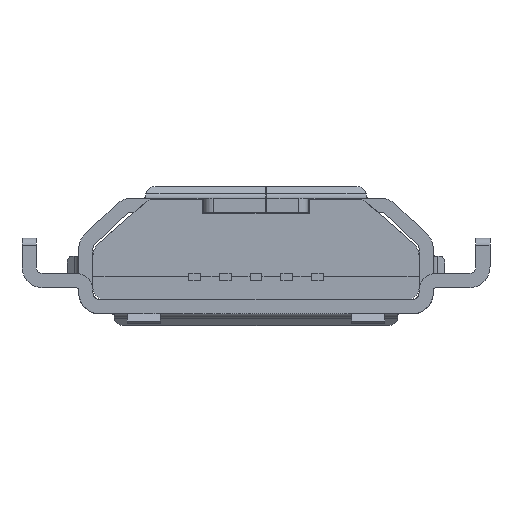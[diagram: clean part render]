
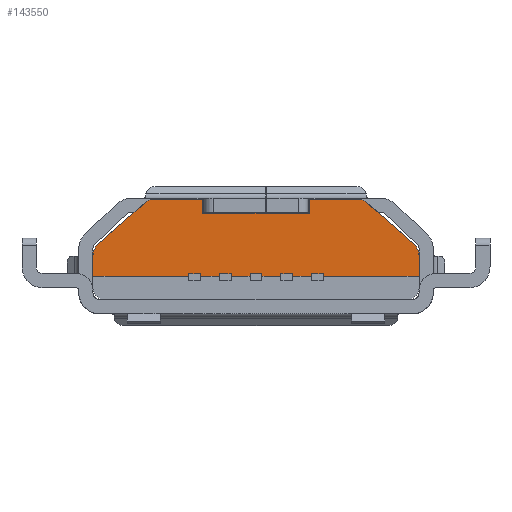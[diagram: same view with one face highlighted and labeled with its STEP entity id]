
A CAD part, front view. The second image highlights one B-rep face of the part: STEP entity #143550.
In plain terms, the highlighted face is planar.
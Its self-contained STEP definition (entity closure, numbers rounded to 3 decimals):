
#77030=CARTESIAN_POINT('',(-1.175,0.,2.175));
#77040=DIRECTION('',(0.,-1.,0.));
#77050=VECTOR('',#77040,1.);
#77060=LINE('',#77030,#77050);
#77070=CARTESIAN_POINT('',(-1.175,-0.8,2.175));
#77080=VERTEX_POINT('',#77070);
#77090=CARTESIAN_POINT('',(-1.175,-0.85,2.175));
#77100=VERTEX_POINT('',#77090);
#77110=EDGE_CURVE('',#77080,#77100,#77060,.T.);
#122590=CARTESIAN_POINT('',(-1.425,-0.8,2.175));
#122600=VERTEX_POINT('',#122590);
#122930=CARTESIAN_POINT('',(-1.425,-0.85,2.175));
#122940=VERTEX_POINT('',#122930);
#122970=CARTESIAN_POINT('',(-1.425,0.,2.175));
#122980=DIRECTION('',(-0.,1.,0.));
#122990=VECTOR('',#122980,1.);
#123000=LINE('',#122970,#122990);
#123010=EDGE_CURVE('',#122940,#122600,#123000,.T.);
#131860=CARTESIAN_POINT('',(-3.332,-1.484,2.175));
#131870=DIRECTION('',(0.75,-0.662,0.));
#131880=VECTOR('',#131870,1.316);
#131890=LINE('',#131860,#131880);
#131900=CARTESIAN_POINT('',(-3.332,-1.484,2.175));
#131910=VERTEX_POINT('',#131900);
#131920=CARTESIAN_POINT('',(-2.345,-2.355,2.175));
#131930=VERTEX_POINT('',#131920);
#131940=EDGE_CURVE('',#131910,#131930,#131890,.T.);
#132320=CARTESIAN_POINT('',(-2.147,-2.13,2.175));
#132330=DIRECTION('',(0.,0.,1.));
#132340=DIRECTION('',(-0.662,-0.75,0.));
#132350=AXIS2_PLACEMENT_3D('',#132320,#132330,#132340);
#132360=CIRCLE('',#132350,0.3);
#132370=CARTESIAN_POINT('',(-2.147,-2.43,2.175));
#132380=VERTEX_POINT('',#132370);
#132390=EDGE_CURVE('',#131930,#132380,#132360,.T.);
#132570=CARTESIAN_POINT('',(3.45,-1.222,2.175));
#132580=VERTEX_POINT('',#132570);
#132610=CARTESIAN_POINT('',(3.45,-1.222,2.175));
#132620=DIRECTION('',(0.,1.,0.));
#132630=VECTOR('',#132620,0.422);
#132640=LINE('',#132610,#132630);
#132650=CARTESIAN_POINT('',(3.45,-0.8,2.175));
#132660=VERTEX_POINT('',#132650);
#132670=EDGE_CURVE('',#132580,#132660,#132640,.T.);
#133060=CARTESIAN_POINT('',(-3.45,-0.8,2.175));
#133070=VERTEX_POINT('',#133060);
#133170=CARTESIAN_POINT('',(3.45,-0.8,2.175));
#133180=DIRECTION('',(-1.,0.,0.));
#133190=VECTOR('',#133180,6.9);
#133200=LINE('',#133170,#133190);
#133210=EDGE_CURVE('',#122600,#133070,#133200,.T.);
#140830=CARTESIAN_POINT('',(-1.13,-2.13,2.175));
#140840=VERTEX_POINT('',#140830);
#140870=CARTESIAN_POINT('',(0.,-2.13,2.175));
#140880=DIRECTION('',(1.,0.,0.));
#140890=VECTOR('',#140880,1.);
#140900=LINE('',#140870,#140890);
#140910=CARTESIAN_POINT('',(1.13,-2.13,2.175));
#140920=VERTEX_POINT('',#140910);
#140930=EDGE_CURVE('',#140840,#140920,#140900,.T.);
#141390=CARTESIAN_POINT('',(2.147,-2.13,2.175));
#141400=DIRECTION('',(0.,0.,1.));
#141410=DIRECTION('',(-0.,-1.,0.));
#141420=AXIS2_PLACEMENT_3D('',#141390,#141400,#141410);
#141430=CIRCLE('',#141420,0.3);
#141440=CARTESIAN_POINT('',(2.147,-2.43,2.175));
#141450=VERTEX_POINT('',#141440);
#141460=CARTESIAN_POINT('',(2.345,-2.355,2.175));
#141470=VERTEX_POINT('',#141460);
#141480=EDGE_CURVE('',#141450,#141470,#141430,.T.);
#141660=CARTESIAN_POINT('',(0.,-2.43,2.175));
#141670=DIRECTION('',(0.,0.,1.));
#141680=DIRECTION('',(-1.,0.,0.));
#141690=AXIS2_PLACEMENT_3D('',#141660,#141670,#141680);
#141700=PLANE('',#141690);
#141710=ORIENTED_EDGE('',*,*,#123010,.T.);
#141720=CARTESIAN_POINT('',(0.,-0.85,2.175));
#141730=DIRECTION('',(1.,0.,0.));
#141740=VECTOR('',#141730,1.);
#141750=LINE('',#141720,#141740);
#141760=EDGE_CURVE('',#122940,#77100,#141750,.T.);
#141770=ORIENTED_EDGE('',*,*,#141760,.F.);
#141780=ORIENTED_EDGE('',*,*,#77110,.T.);
#141790=CARTESIAN_POINT('',(-0.775,-0.8,2.175));
#141800=VERTEX_POINT('',#141790);
#141810=EDGE_CURVE('',#141800,#77080,#133200,.T.);
#141820=ORIENTED_EDGE('',*,*,#141810,.T.);
#141830=CARTESIAN_POINT('',(-0.775,0.,2.175));
#141840=DIRECTION('',(-0.,1.,0.));
#141850=VECTOR('',#141840,1.);
#141860=LINE('',#141830,#141850);
#141870=CARTESIAN_POINT('',(-0.775,-0.85,2.175));
#141880=VERTEX_POINT('',#141870);
#141890=EDGE_CURVE('',#141880,#141800,#141860,.T.);
#141900=ORIENTED_EDGE('',*,*,#141890,.T.);
#141910=CARTESIAN_POINT('',(0.,-0.85,2.175));
#141920=DIRECTION('',(1.,0.,0.));
#141930=VECTOR('',#141920,1.);
#141940=LINE('',#141910,#141930);
#141950=CARTESIAN_POINT('',(-0.525,-0.85,2.175));
#141960=VERTEX_POINT('',#141950);
#141970=EDGE_CURVE('',#141880,#141960,#141940,.T.);
#141980=ORIENTED_EDGE('',*,*,#141970,.F.);
#141990=CARTESIAN_POINT('',(-0.525,0.,2.175));
#142000=DIRECTION('',(0.,-1.,0.));
#142010=VECTOR('',#142000,1.);
#142020=LINE('',#141990,#142010);
#142030=CARTESIAN_POINT('',(-0.525,-0.8,2.175));
#142040=VERTEX_POINT('',#142030);
#142050=EDGE_CURVE('',#142040,#141960,#142020,.T.);
#142060=ORIENTED_EDGE('',*,*,#142050,.T.);
#142070=CARTESIAN_POINT('',(-0.125,-0.8,2.175));
#142080=VERTEX_POINT('',#142070);
#142090=EDGE_CURVE('',#142080,#142040,#133200,.T.);
#142100=ORIENTED_EDGE('',*,*,#142090,.T.);
#142110=CARTESIAN_POINT('',(-0.125,0.,2.175));
#142120=DIRECTION('',(-0.,1.,0.));
#142130=VECTOR('',#142120,1.);
#142140=LINE('',#142110,#142130);
#142150=CARTESIAN_POINT('',(-0.125,-0.85,2.175));
#142160=VERTEX_POINT('',#142150);
#142170=EDGE_CURVE('',#142160,#142080,#142140,.T.);
#142180=ORIENTED_EDGE('',*,*,#142170,.T.);
#142190=CARTESIAN_POINT('',(0.,-0.85,2.175));
#142200=DIRECTION('',(1.,0.,0.));
#142210=VECTOR('',#142200,1.);
#142220=LINE('',#142190,#142210);
#142230=CARTESIAN_POINT('',(0.125,-0.85,2.175));
#142240=VERTEX_POINT('',#142230);
#142250=EDGE_CURVE('',#142160,#142240,#142220,.T.);
#142260=ORIENTED_EDGE('',*,*,#142250,.F.);
#142270=CARTESIAN_POINT('',(0.125,0.,2.175));
#142280=DIRECTION('',(0.,-1.,0.));
#142290=VECTOR('',#142280,1.);
#142300=LINE('',#142270,#142290);
#142310=CARTESIAN_POINT('',(0.125,-0.8,2.175));
#142320=VERTEX_POINT('',#142310);
#142330=EDGE_CURVE('',#142320,#142240,#142300,.T.);
#142340=ORIENTED_EDGE('',*,*,#142330,.T.);
#142350=CARTESIAN_POINT('',(0.525,-0.8,2.175));
#142360=VERTEX_POINT('',#142350);
#142370=EDGE_CURVE('',#142360,#142320,#133200,.T.);
#142380=ORIENTED_EDGE('',*,*,#142370,.T.);
#142390=CARTESIAN_POINT('',(0.525,0.,2.175));
#142400=DIRECTION('',(-0.,1.,0.));
#142410=VECTOR('',#142400,1.);
#142420=LINE('',#142390,#142410);
#142430=CARTESIAN_POINT('',(0.525,-0.85,2.175));
#142440=VERTEX_POINT('',#142430);
#142450=EDGE_CURVE('',#142440,#142360,#142420,.T.);
#142460=ORIENTED_EDGE('',*,*,#142450,.T.);
#142470=CARTESIAN_POINT('',(0.,-0.85,2.175));
#142480=DIRECTION('',(1.,0.,0.));
#142490=VECTOR('',#142480,1.);
#142500=LINE('',#142470,#142490);
#142510=CARTESIAN_POINT('',(0.775,-0.85,2.175));
#142520=VERTEX_POINT('',#142510);
#142530=EDGE_CURVE('',#142440,#142520,#142500,.T.);
#142540=ORIENTED_EDGE('',*,*,#142530,.F.);
#142550=CARTESIAN_POINT('',(0.775,0.,2.175));
#142560=DIRECTION('',(0.,-1.,0.));
#142570=VECTOR('',#142560,1.);
#142580=LINE('',#142550,#142570);
#142590=CARTESIAN_POINT('',(0.775,-0.8,2.175));
#142600=VERTEX_POINT('',#142590);
#142610=EDGE_CURVE('',#142600,#142520,#142580,.T.);
#142620=ORIENTED_EDGE('',*,*,#142610,.T.);
#142630=CARTESIAN_POINT('',(1.175,-0.8,2.175));
#142640=VERTEX_POINT('',#142630);
#142650=EDGE_CURVE('',#142640,#142600,#133200,.T.);
#142660=ORIENTED_EDGE('',*,*,#142650,.T.);
#142670=CARTESIAN_POINT('',(1.175,0.,2.175));
#142680=DIRECTION('',(-0.,1.,0.));
#142690=VECTOR('',#142680,1.);
#142700=LINE('',#142670,#142690);
#142710=CARTESIAN_POINT('',(1.175,-0.85,2.175));
#142720=VERTEX_POINT('',#142710);
#142730=EDGE_CURVE('',#142720,#142640,#142700,.T.);
#142740=ORIENTED_EDGE('',*,*,#142730,.T.);
#142750=CARTESIAN_POINT('',(0.,-0.85,2.175));
#142760=DIRECTION('',(1.,0.,0.));
#142770=VECTOR('',#142760,1.);
#142780=LINE('',#142750,#142770);
#142790=CARTESIAN_POINT('',(1.425,-0.85,2.175));
#142800=VERTEX_POINT('',#142790);
#142810=EDGE_CURVE('',#142720,#142800,#142780,.T.);
#142820=ORIENTED_EDGE('',*,*,#142810,.F.);
#142830=CARTESIAN_POINT('',(1.425,0.,2.175));
#142840=DIRECTION('',(0.,-1.,0.));
#142850=VECTOR('',#142840,1.);
#142860=LINE('',#142830,#142850);
#142870=CARTESIAN_POINT('',(1.425,-0.8,2.175));
#142880=VERTEX_POINT('',#142870);
#142890=EDGE_CURVE('',#142880,#142800,#142860,.T.);
#142900=ORIENTED_EDGE('',*,*,#142890,.T.);
#142910=EDGE_CURVE('',#132660,#142880,#133200,.T.);
#142920=ORIENTED_EDGE('',*,*,#142910,.T.);
#142930=ORIENTED_EDGE('',*,*,#132670,.T.);
#142940=CARTESIAN_POINT('',(3.1,-1.222,2.175));
#142950=DIRECTION('',(0.,0.,1.));
#142960=DIRECTION('',(0.662,-0.75,0.));
#142970=AXIS2_PLACEMENT_3D('',#142940,#142950,#142960);
#142980=CIRCLE('',#142970,0.35);
#142990=CARTESIAN_POINT('',(3.332,-1.484,2.175));
#143000=VERTEX_POINT('',#142990);
#143010=EDGE_CURVE('',#143000,#132580,#142980,.T.);
#143020=ORIENTED_EDGE('',*,*,#143010,.T.);
#143030=CARTESIAN_POINT('',(2.345,-2.355,2.175));
#143040=DIRECTION('',(0.75,0.662,-0.));
#143050=VECTOR('',#143040,1.316);
#143060=LINE('',#143030,#143050);
#143070=EDGE_CURVE('',#141470,#143000,#143060,.T.);
#143080=ORIENTED_EDGE('',*,*,#143070,.T.);
#143090=ORIENTED_EDGE('',*,*,#141480,.T.);
#143100=CARTESIAN_POINT('',(-2.147,-2.43,2.175));
#143110=DIRECTION('',(1.,0.,0.));
#143120=VECTOR('',#143110,4.293);
#143130=LINE('',#143100,#143120);
#143140=CARTESIAN_POINT('',(1.13,-2.43,2.175));
#143150=VERTEX_POINT('',#143140);
#143160=EDGE_CURVE('',#143150,#141450,#143130,.T.);
#143170=ORIENTED_EDGE('',*,*,#143160,.T.);
#143180=CARTESIAN_POINT('',(1.13,-1.215,2.175));
#143190=DIRECTION('',(0.,1.,0.));
#143200=VECTOR('',#143190,1.);
#143210=LINE('',#143180,#143200);
#143220=EDGE_CURVE('',#143150,#140920,#143210,.T.);
#143230=ORIENTED_EDGE('',*,*,#143220,.F.);
#143240=ORIENTED_EDGE('',*,*,#140930,.T.);
#143250=CARTESIAN_POINT('',(-1.13,-1.215,2.175));
#143260=DIRECTION('',(-0.,-1.,0.));
#143270=VECTOR('',#143260,1.);
#143280=LINE('',#143250,#143270);
#143290=CARTESIAN_POINT('',(-1.13,-2.43,2.175));
#143300=VERTEX_POINT('',#143290);
#143310=EDGE_CURVE('',#140840,#143300,#143280,.T.);
#143320=ORIENTED_EDGE('',*,*,#143310,.F.);
#143330=EDGE_CURVE('',#132380,#143300,#143130,.T.);
#143340=ORIENTED_EDGE('',*,*,#143330,.T.);
#143350=ORIENTED_EDGE('',*,*,#132390,.T.);
#143360=ORIENTED_EDGE('',*,*,#131940,.T.);
#143370=CARTESIAN_POINT('',(-3.1,-1.222,2.175));
#143380=DIRECTION('',(0.,0.,1.));
#143390=DIRECTION('',(-1.,0.,0.));
#143400=AXIS2_PLACEMENT_3D('',#143370,#143380,#143390);
#143410=CIRCLE('',#143400,0.35);
#143420=CARTESIAN_POINT('',(-3.45,-1.222,2.175));
#143430=VERTEX_POINT('',#143420);
#143440=EDGE_CURVE('',#143430,#131910,#143410,.T.);
#143450=ORIENTED_EDGE('',*,*,#143440,.T.);
#143460=CARTESIAN_POINT('',(-3.45,-0.8,2.175));
#143470=DIRECTION('',(-0.,-1.,0.));
#143480=VECTOR('',#143470,0.422);
#143490=LINE('',#143460,#143480);
#143500=EDGE_CURVE('',#133070,#143430,#143490,.T.);
#143510=ORIENTED_EDGE('',*,*,#143500,.T.);
#143520=ORIENTED_EDGE('',*,*,#133210,.T.);
#143530=EDGE_LOOP('',(#143520,#143510,#143450,#143360,#143350,#143340,
#143320,#143240,#143230,#143170,#143090,#143080,#143020,#142930,#142920,
#142900,#142820,#142740,#142660,#142620,#142540,#142460,#142380,#142340,
#142260,#142180,#142100,#142060,#141980,#141900,#141820,#141780,#141770,
#141710));
#143540=FACE_OUTER_BOUND('',#143530,.T.);
#143550=ADVANCED_FACE('',(#143540),#141700,.T.);
